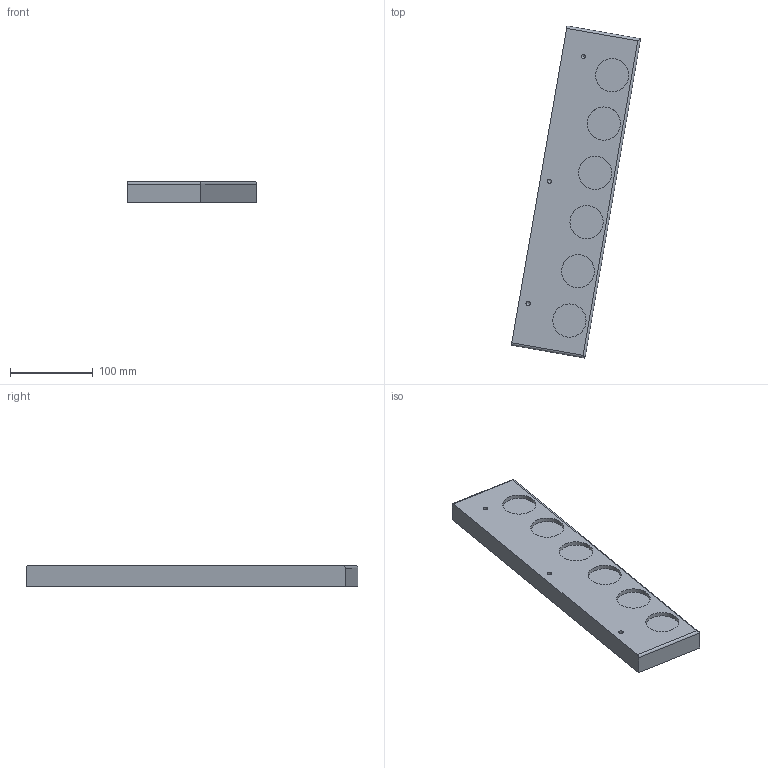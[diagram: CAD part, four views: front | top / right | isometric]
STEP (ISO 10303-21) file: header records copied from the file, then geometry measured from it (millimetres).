
FILE_DESCRIPTION( ( 'STEP AP203' ), '1' );
FILE_NAME( ' ', ' ', ( ' ' ), ( ' ' ), 'PSStep 10.1', ' ', ' ' );
FILE_SCHEMA( ( 'CONFIG_CONTROL_DESIGN' ) );
Length unit declared in the file: millimetre
Products named in the file (1): 1
Bounding box: 155.74 x 400.06 x 25 mm (x, y, z)
Volume: 838762.1 mm3; surface area: 98061.7 mm2
Topology: 1 solids, 1 shells, 27 faces, 52 edges, 33 vertices
Faces by surface type: plane 12, cylinder 12, cone 3
Full cylindrical faces by diameter (mm): 5 x3, 40 x6
Entity records: 687 total; most frequent: CARTESIAN_POINT 134, DIRECTION 111, ORIENTED_EDGE 74, AXIS2_PLACEMENT_3D 48, EDGE_LOOP 45, EDGE_CURVE 37, FACE_OUTER_BOUND 36, VERTEX_POINT 33
